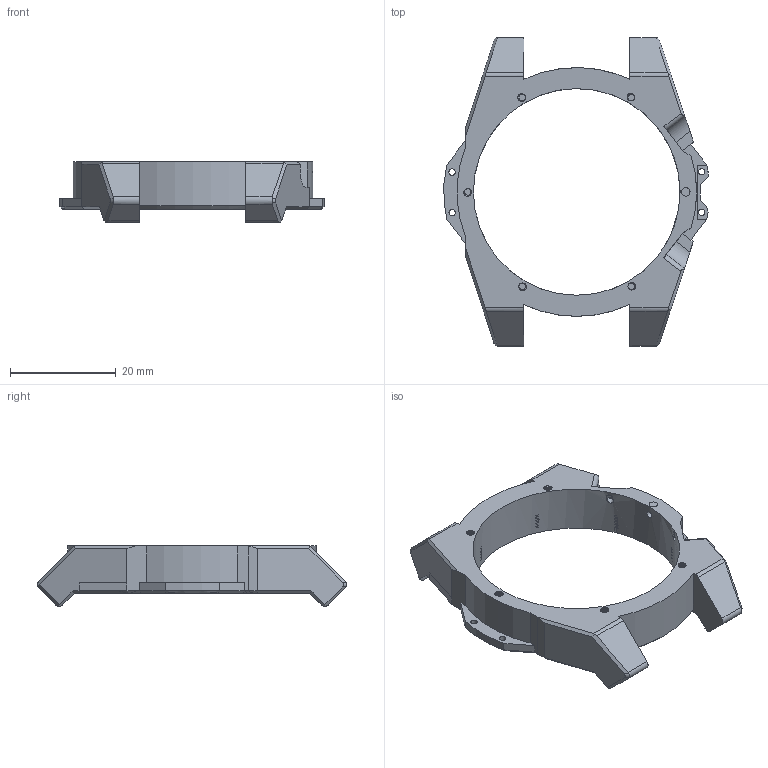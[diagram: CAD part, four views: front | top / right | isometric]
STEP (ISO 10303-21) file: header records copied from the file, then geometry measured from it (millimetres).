
FILE_DESCRIPTION(/* description */ (''),/* implementation_level */ '2;1');
FILE_NAME(/* name */ 'Main-Body.step',/* time_stamp */ '2023-02-04T13:18:29+01:00',/* author */ (''),/* organization */ (''),/* preprocessor_version */ 'ST-DEVELOPER v19.2',/* originating_system */ 'Autodesk Translation Framework v11.17.0.187',/* authorisation */ '');
FILE_SCHEMA (('AUTOMOTIVE_DESIGN { 1 0 10303 214 3 1 1 }'));
Length unit declared in the file: millimetre
Products named in the file (1): Fusion-Komponente
Bounding box: 49.89 x 58.36 x 11.41 mm (x, y, z)
Volume: 7079 mm3; surface area: 5115.8 mm2
Topology: 1 solids, 1 shells, 554 faces, 1598 edges, 1060 vertices
Faces by surface type: cylinder 352, plane 153, bspline 44, cone 5
Full cylindrical faces by diameter (mm): 1.197 x1, 1.2 x3, 1.25 x3, 1.271 x54, 1.668 x34, 2 x4, 39.046 x1
Entity records: 37203 total; most frequent: CARTESIAN_POINT 24039, ORIENTED_EDGE 3196, DIRECTION 2048, EDGE_CURVE 1598, VERTEX_POINT 1060, B_SPLINE_CURVE_WITH_KNOTS 746, AXIS2_PLACEMENT_3D 690, LINE 668
